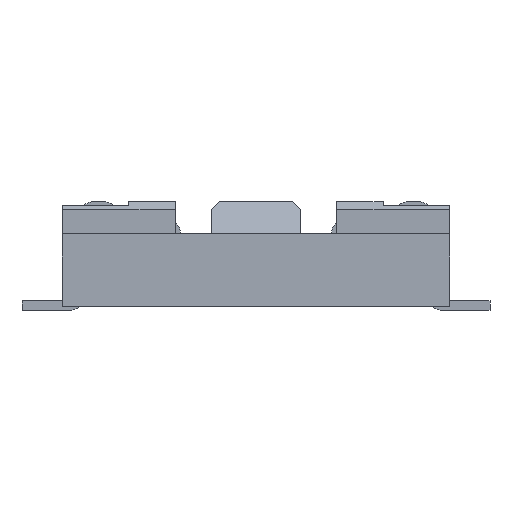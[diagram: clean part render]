
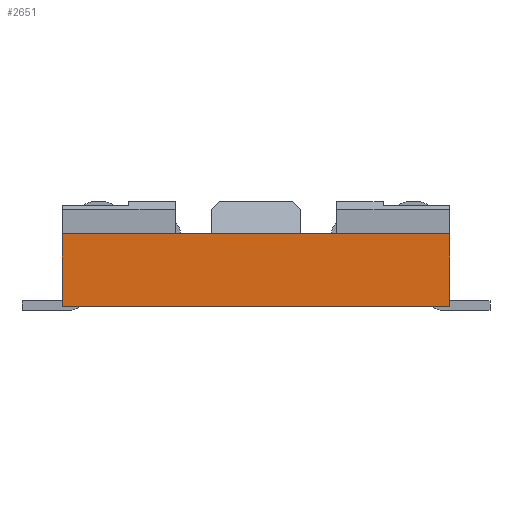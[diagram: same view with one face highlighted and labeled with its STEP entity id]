
A CAD part, left-side view. The second image highlights one B-rep face of the part: STEP entity #2651.
In plain terms, the highlighted planar face has unit normal (-1, 0, 0).
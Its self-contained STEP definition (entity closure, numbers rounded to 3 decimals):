
#2651 = ADVANCED_FACE ( 'NONE', ( #8579 ), #12039, .T. ) ;
#3626 = LINE ( 'NONE', #10817, #3628 ) ;
#3628 = VECTOR ( 'NONE', #10818, 1000. ) ;
#3857 = LINE ( 'NONE', #10933, #3859 ) ;
#3859 = VECTOR ( 'NONE', #10934, 1000. ) ;
#5466 = VERTEX_POINT ( 'NONE', #15683 ) ;
#5467 = VERTEX_POINT ( 'NONE', #15685 ) ;
#5474 = VERTEX_POINT ( 'NONE', #15697 ) ;
#8579 = FACE_OUTER_BOUND ( 'NONE', #12395, .T. ) ;
#9403 = EDGE_CURVE ( 'NONE', #5467, #5466, #3626, .T. ) ;
#9461 = EDGE_CURVE ( 'NONE', #5474, #5467, #3857, .T. ) ;
#10817 = CARTESIAN_POINT ( 'NONE',  ( -5.25, -2.4, 0.05 ) ) ;
#10818 = DIRECTION ( 'NONE',  ( 0., 1., 0. ) ) ;
#10933 = CARTESIAN_POINT ( 'NONE',  ( -5.25, -2.4, 0.95 ) ) ;
#10934 = DIRECTION ( 'NONE',  ( 0., 0., -1. ) ) ;
#10977 = CARTESIAN_POINT ( 'NONE',  ( -5.25, 2.4, 0.95 ) ) ;
#10978 = DIRECTION ( 'NONE',  ( 0., 0., -1. ) ) ;
#11017 = CARTESIAN_POINT ( 'NONE',  ( -5.25, -2.4, 0.95 ) ) ;
#11018 = DIRECTION ( 'NONE',  ( 0., 1., 0. ) ) ;
#12039 = PLANE ( 'NONE',  #13621 ) ;
#12040 = CARTESIAN_POINT ( 'NONE',  ( -5.25, -2.4, 0.95 ) ) ;
#12041 = DIRECTION ( 'NONE',  ( -1., 0., 0. ) ) ;
#12042 = DIRECTION ( 'NONE',  ( 0., -1., 0. ) ) ;
#12320 = ORIENTED_EDGE ( 'NONE', *, *, #9403, .F. ) ;
#12321 = ORIENTED_EDGE ( 'NONE', *, *, #9461, .F. ) ;
#12322 = ORIENTED_EDGE ( 'NONE', *, *, #12652, .T. ) ;
#12323 = ORIENTED_EDGE ( 'NONE', *, *, #12632, .T. ) ;
#12395 = EDGE_LOOP ( 'NONE', ( #12320, #12321, #12322, #12323 ) ) ;
#12632 = EDGE_CURVE ( 'NONE', #16248, #5466, #15929, .T. ) ;
#12652 = EDGE_CURVE ( 'NONE', #5474, #16248, #15969, .T. ) ;
#13621 = AXIS2_PLACEMENT_3D ( 'NONE', #12040, #12041, #12042 ) ;
#14910 = CARTESIAN_POINT ( 'NONE',  ( -5.25, 2.4, 0.95 ) ) ;
#15683 = CARTESIAN_POINT ( 'NONE',  ( -5.25, 2.4, 0.05 ) ) ;
#15685 = CARTESIAN_POINT ( 'NONE',  ( -5.25, -2.4, 0.05 ) ) ;
#15697 = CARTESIAN_POINT ( 'NONE',  ( -5.25, -2.4, 0.95 ) ) ;
#15929 = LINE ( 'NONE', #10977, #15930 ) ;
#15930 = VECTOR ( 'NONE', #10978, 1000. ) ;
#15969 = LINE ( 'NONE', #11017, #15970 ) ;
#15970 = VECTOR ( 'NONE', #11018, 1000. ) ;
#16248 = VERTEX_POINT ( 'NONE', #14910 ) ;
